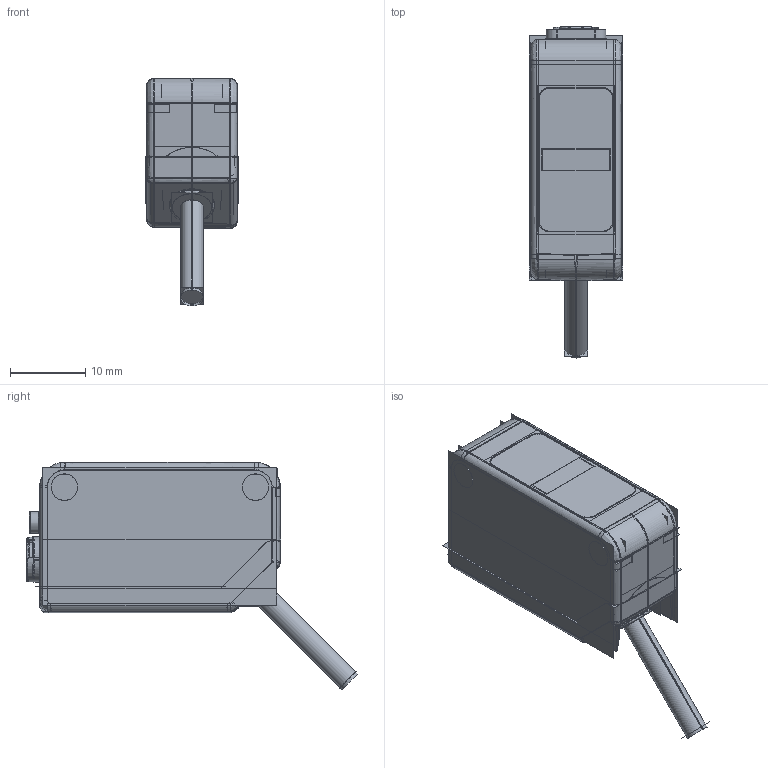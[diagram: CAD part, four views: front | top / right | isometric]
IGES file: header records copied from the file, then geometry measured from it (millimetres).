
Start section:  PTC IGES file: 136036.igs
Global section: file name: 136036.igs; native system: Creo Parametric by PTC Inc.; preprocessor: 2016260; author: pdmadmin; organization: Unknown; date: 20180614.095059; units: millimetre
Bounding box: 12.48 x 44.12 x 30.31 mm (x, y, z)
Volume: 4642.2 mm3; surface area: 54398.3 mm2
Topology: 13 solids, 16 shells, 2395 faces, 11837 edges, 14721 vertices
Faces by surface type: bspline 1346, revolution 1049
